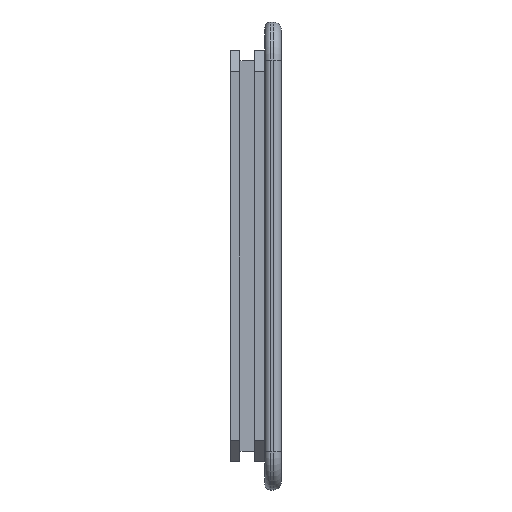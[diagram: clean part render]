
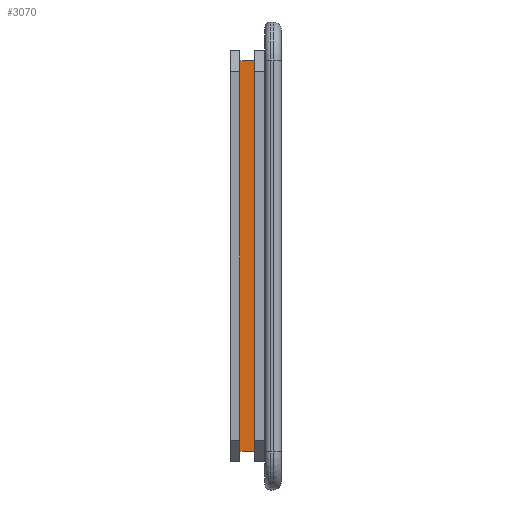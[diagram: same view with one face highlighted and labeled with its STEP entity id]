
A CAD part, left-side view. The second image highlights one B-rep face of the part: STEP entity #3070.
In plain terms, the highlighted planar face has unit normal (-1, 0, 0).
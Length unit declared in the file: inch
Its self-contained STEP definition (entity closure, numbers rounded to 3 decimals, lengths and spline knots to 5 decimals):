
#18 = PLANE ( 'NONE',  #2738 ) ;
#103 = DIRECTION ( 'NONE',  ( 0., 0., 1. ) ) ;
#178 = VERTEX_POINT ( 'NONE', #4531 ) ;
#228 = EDGE_CURVE ( 'NONE', #4628, #178, #3294, .T. ) ;
#505 = VECTOR ( 'NONE', #979, 39.37008 ) ;
#553 = CARTESIAN_POINT ( 'NONE',  ( 0.0715, 0.049, -0.7885 ) ) ;
#979 = DIRECTION ( 'NONE',  ( 0., 1., 0. ) ) ;
#1328 = LINE ( 'NONE', #4417, #1334 ) ;
#1334 = VECTOR ( 'NONE', #6446, 39.37008 ) ;
#1654 = DIRECTION ( 'NONE',  ( 0., 0., 1. ) ) ;
#2533 = LINE ( 'NONE', #3106, #4664 ) ;
#2563 = FACE_OUTER_BOUND ( 'NONE', #5307, .T. ) ;
#2651 = CARTESIAN_POINT ( 'NONE',  ( 0.0715, 0.076, -0.7885 ) ) ;
#2738 = AXIS2_PLACEMENT_3D ( 'NONE', #3578, #4713, #1654 ) ;
#2739 = CARTESIAN_POINT ( 'NONE',  ( 0.0715, 0.049, -0.0715 ) ) ;
#3070 = ADVANCED_FACE ( 'NONE', ( #2563 ), #18, .T. ) ;
#3106 = CARTESIAN_POINT ( 'NONE',  ( 0.0715, 0.049, -0.7885 ) ) ;
#3294 = LINE ( 'NONE', #2651, #4325 ) ;
#3310 = EDGE_CURVE ( 'NONE', #4242, #178, #3437, .T. ) ;
#3336 = VERTEX_POINT ( 'NONE', #553 ) ;
#3437 = LINE ( 'NONE', #5445, #505 ) ;
#3578 = CARTESIAN_POINT ( 'NONE',  ( 0.0715, 0.049, -0.7885 ) ) ;
#4233 = ORIENTED_EDGE ( 'NONE', *, *, #5283, .F. ) ;
#4242 = VERTEX_POINT ( 'NONE', #2739 ) ;
#4325 = VECTOR ( 'NONE', #103, 39.37008 ) ;
#4342 = EDGE_CURVE ( 'NONE', #3336, #4242, #1328, .T. ) ;
#4417 = CARTESIAN_POINT ( 'NONE',  ( 0.0715, 0.049, -0.7885 ) ) ;
#4531 = CARTESIAN_POINT ( 'NONE',  ( 0.0715, 0.076, -0.0715 ) ) ;
#4628 = VERTEX_POINT ( 'NONE', #4678 ) ;
#4664 = VECTOR ( 'NONE', #5149, 39.37008 ) ;
#4678 = CARTESIAN_POINT ( 'NONE',  ( 0.0715, 0.076, -0.7885 ) ) ;
#4713 = DIRECTION ( 'NONE',  ( -1., 0., 0. ) ) ;
#5149 = DIRECTION ( 'NONE',  ( 0., 1., 0. ) ) ;
#5265 = ORIENTED_EDGE ( 'NONE', *, *, #4342, .T. ) ;
#5283 = EDGE_CURVE ( 'NONE', #3336, #4628, #2533, .T. ) ;
#5307 = EDGE_LOOP ( 'NONE', ( #5343, #4233, #5265, #5879 ) ) ;
#5343 = ORIENTED_EDGE ( 'NONE', *, *, #228, .F. ) ;
#5445 = CARTESIAN_POINT ( 'NONE',  ( 0.0715, 0.049, -0.0715 ) ) ;
#5879 = ORIENTED_EDGE ( 'NONE', *, *, #3310, .T. ) ;
#6446 = DIRECTION ( 'NONE',  ( 0., 0., 1. ) ) ;
